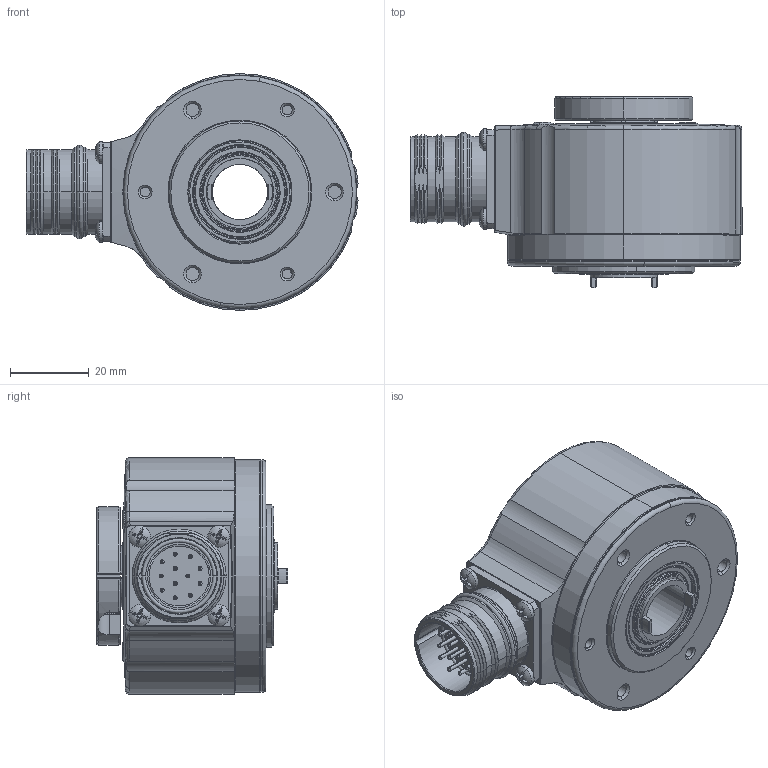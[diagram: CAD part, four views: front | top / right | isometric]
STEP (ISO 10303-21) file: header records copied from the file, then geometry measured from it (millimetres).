
FILE_DESCRIPTION (( 'STEP AP203' ), '1' );
FILE_NAME ('M002_DSO5H14_6R.STEP', '2018-03-29T06:11:45', ( '' ), ( '' ), 'SwSTEP 2.0', 'SolidWorks 2016', '' );
FILE_SCHEMA (( 'CONFIG_CONTROL_DESIGN' ));
Length unit declared in the file: millimetre
Products named in the file (1): M002_DSO5H14_6R
Bounding box: 84.12 x 48.5 x 60 mm (x, y, z)
Surface area: 22572.5 mm2 (no closed solid volume)
Topology: 0 solids, 18 shells, 527 faces, 1461 edges, 958 vertices
Faces by surface type: cylinder 172, plane 148, cone 105, torus 86, bspline 12, sphere 4
Entity records: 21030 total; most frequent: CARTESIAN_POINT 7697, DIRECTION 2854, ORIENTED_EDGE 2631, EDGE_CURVE 1457, AXIS2_PLACEMENT_3D 1188, VERTEX_POINT 958, CIRCLE 672, EDGE_LOOP 583
